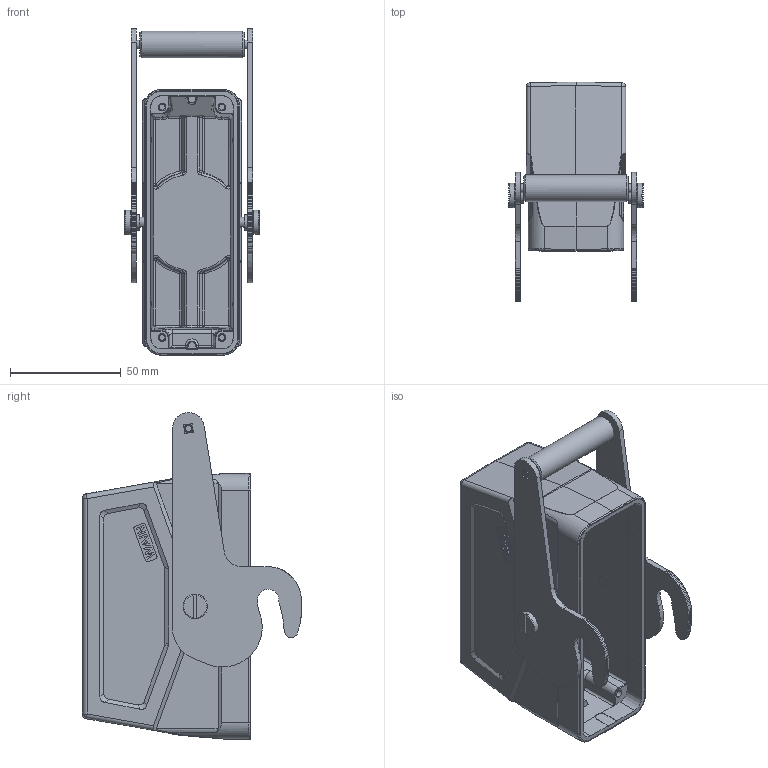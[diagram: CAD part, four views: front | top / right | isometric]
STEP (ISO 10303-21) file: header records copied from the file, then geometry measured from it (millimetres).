
FILE_DESCRIPTION(/* description */ (''),/* implementation_level */ '2;1');
FILE_NAME(/* name */ '3D_1241245505001_WV24B-SEH-1L_C-M32_V1.1.stp',/* time_stamp */ '2023-12-19T18:55:17+08:00',/* author */ (''),/* organization */ (''),/* preprocessor_version */ 'ST-DEVELOPER v18.1',/* originating_system */ 'SIEMENS PLM Software NX 1980',/* authorisation */ '');
FILE_SCHEMA (('AP203_CONFIGURATION_CONTROLLED_3D_DESIGN_OF_MECHANICAL_PARTS_AND_ASSEMBLIES_MIM_LF { 1 0 10303 403 2 1 2}'));
Length unit declared in the file: millimetre
Products named in the file (1): 3D_1241245505001_WV24B-SEH-1L_C-M32_V1.0_stp
Bounding box: 60.8 x 99.05 x 147.37 mm (x, y, z)
Volume: 119409.2 mm3; surface area: 69581.3 mm2
Topology: 2 solids, 2 shells, 672 faces, 1727 edges, 1088 vertices
Faces by surface type: cylinder 277, plane 276, bspline 52, torus 24, sphere 23, cone 20
Full cylindrical faces by diameter (mm): 2.7 x4, 3.5 x4, 3.95 x2, 4.5 x2, 7 x4, 11 x2, 12 x1, 30.4 x1
Entity records: 21894 total; most frequent: CARTESIAN_POINT 5502, DIRECTION 3459, ORIENTED_EDGE 3370, EDGE_CURVE 1685, AXIS2_PLACEMENT_3D 1283, VERTEX_POINT 1081, LINE 893, VECTOR 893
